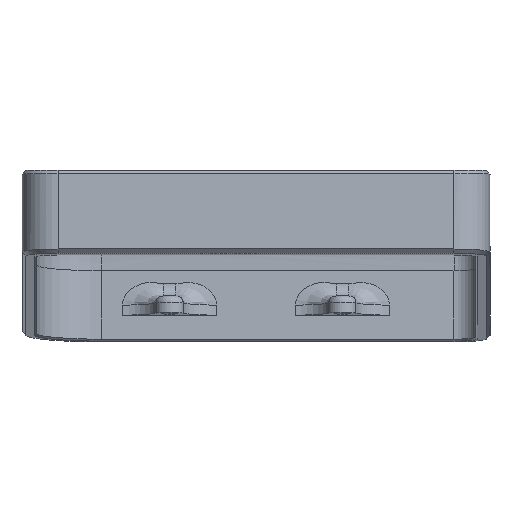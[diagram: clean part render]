
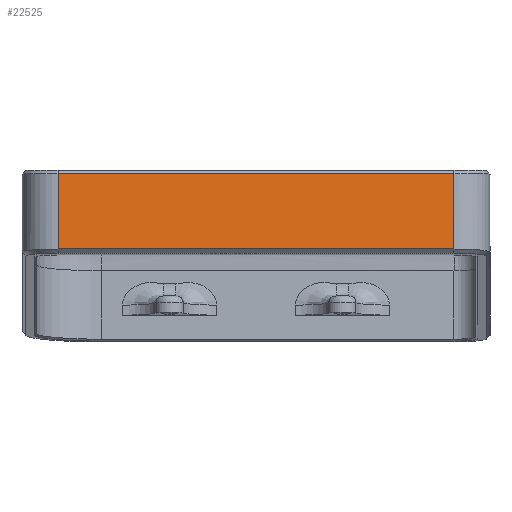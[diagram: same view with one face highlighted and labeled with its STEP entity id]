
A CAD part, top view. The second image highlights one B-rep face of the part: STEP entity #22525.
In plain terms, the highlighted planar face has unit normal (0, 0.087, 0.996).
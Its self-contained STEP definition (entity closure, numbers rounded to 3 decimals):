
#6698=CARTESIAN_POINT('',(-27.5,5.502,70.544));
#9208=DIRECTION('',(-1.,0.,0.));
#9209=VECTOR('',#9208,55.);
#9210=CARTESIAN_POINT('',(27.5,5.502,70.544));
#9211=LINE('',#9210,#9209);
#9215=DIRECTION('',(0.,-0.996,0.087));
#9216=VECTOR('',#9215,10.498);
#9217=CARTESIAN_POINT('',(27.5,5.502,70.544));
#9218=LINE('',#9217,#9216);
#9222=DIRECTION('',(-1.,0.,0.));
#9223=VECTOR('',#9222,55.);
#9224=CARTESIAN_POINT('',(27.5,-4.956,71.459));
#9225=LINE('',#9224,#9223);
#9229=DIRECTION('',(0.,0.996,-0.087));
#9230=VECTOR('',#9229,10.498);
#9231=CARTESIAN_POINT('',(-27.5,-4.956,
71.459));
#9232=LINE('',#9231,#9230);
#13221=VERTEX_POINT('',#6698);
#13223=CARTESIAN_POINT('',(27.5,5.502,70.544));
#13224=VERTEX_POINT('',#13223);
#13381=CARTESIAN_POINT('',(27.5,-4.956,
71.459));
#13382=VERTEX_POINT('',#13381);
#13385=CARTESIAN_POINT('',(-27.5,-4.956,
71.459));
#13386=VERTEX_POINT('',#13385);
#22513=CARTESIAN_POINT('',(-32.5,6.,70.5));
#22514=DIRECTION('',(0.,0.087,0.996));
#22515=DIRECTION('',(0.,-0.996,0.087));
#22516=AXIS2_PLACEMENT_3D('',#22513,#22514,#22515);
#22517=PLANE('',#22516);
#22519=ORIENTED_EDGE('',*,*,#22518,.F.);
#22520=ORIENTED_EDGE('',*,*,#22481,.T.);
#22521=ORIENTED_EDGE('',*,*,#22507,.T.);
#22522=ORIENTED_EDGE('',*,*,#19991,.T.);
#22523=EDGE_LOOP('',(#22519,#22520,#22521,#22522));
#22524=FACE_OUTER_BOUND('',#22523,.F.);
#19991=EDGE_CURVE('',#13386,#13221,#9232,.T.);
#22481=EDGE_CURVE('',#13224,#13382,#9218,.T.);
#22507=EDGE_CURVE('',#13382,#13386,#9225,.T.);
#22518=EDGE_CURVE('',#13224,#13221,#9211,.T.);
#22525=ADVANCED_FACE('',(#22524),#22517,.T.);
